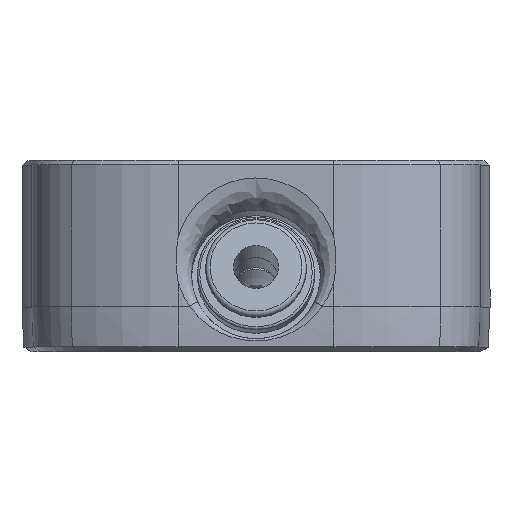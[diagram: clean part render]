
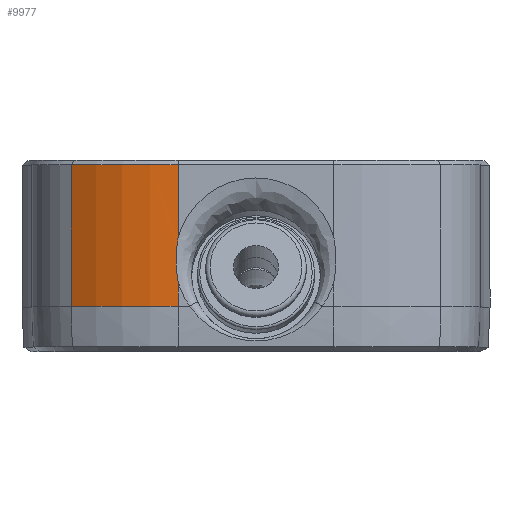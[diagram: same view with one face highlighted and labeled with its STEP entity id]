
A CAD part, top view. The second image highlights one B-rep face of the part: STEP entity #9977.
In plain terms, the highlighted cylindrical face has radius 17 mm (diameter 34 mm), a partial arc.
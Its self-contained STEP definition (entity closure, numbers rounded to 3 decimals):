
#813=CIRCLE('',#10885,17.);
#831=CIRCLE('',#10925,17.);
#1651=FACE_OUTER_BOUND('',#2279,.T.);
#2279=EDGE_LOOP('',(#8770,#8771,#8772,#8773,#8774,#8775));
#2547=LINE('',#16052,#3169);
#2550=LINE('',#16058,#3172);
#2962=LINE('',#24827,#3584);
#3169=VECTOR('',#11868,1000.);
#3172=VECTOR('',#11873,1000.);
#3584=VECTOR('',#13653,1000.);
#3724=B_SPLINE_CURVE_WITH_KNOTS('',3,(#15734,#15735,#15736,#15737,#15738,
#15739,#15740,#15741,#15742,#15743,#15744,#15745,#15746,#15747,#15748,#15749,
#15750,#15751,#15752,#15753,#15754,#15755,#15756,#15757,#15758,#15759,#15760,
#15761,#15762,#15763,#15764,#15765,#15766,#15767,#15768,#15769,#15770,#15771,
#15772,#15773,#15774,#15775,#15776),.UNSPECIFIED.,.F.,.F.,(4,3,3,3,3,3,
3,3,3,3,3,3,3,3,4),(-0.007,0.,0.052,
0.104,0.12,0.169,0.183,0.191,
0.24,0.253,0.3,0.326,0.371,
0.379,0.386),.UNSPECIFIED.);
#4174=VERTEX_POINT('',#15732);
#4175=VERTEX_POINT('',#15733);
#4183=VERTEX_POINT('',#16042);
#4188=VERTEX_POINT('',#16056);
#4599=VERTEX_POINT('',#21929);
#4625=VERTEX_POINT('',#22028);
#5168=EDGE_CURVE('',#4174,#4175,#3724,.T.);
#5184=EDGE_CURVE('',#4183,#4175,#2547,.T.);
#5187=EDGE_CURVE('',#4174,#4188,#2550,.T.);
#5896=EDGE_CURVE('',#4599,#4183,#813,.T.);
#5940=EDGE_CURVE('',#4188,#4625,#831,.T.);
#6136=EDGE_CURVE('',#4599,#4625,#2962,.T.);
#8770=ORIENTED_EDGE('',*,*,#5168,.F.);
#8771=ORIENTED_EDGE('',*,*,#5187,.T.);
#8772=ORIENTED_EDGE('',*,*,#5940,.T.);
#8773=ORIENTED_EDGE('',*,*,#6136,.F.);
#8774=ORIENTED_EDGE('',*,*,#5896,.T.);
#8775=ORIENTED_EDGE('',*,*,#5184,.T.);
#9462=CYLINDRICAL_SURFACE('',#11054,17.);
#9977=ADVANCED_FACE('',(#1651),#9462,.T.);
#10885=AXIS2_PLACEMENT_3D('',#21931,#13238,#13239);
#10925=AXIS2_PLACEMENT_3D('',#22033,#13341,#13342);
#11054=AXIS2_PLACEMENT_3D('',#24826,#13651,#13652);
#11868=DIRECTION('',(1.,0.,0.));
#11873=DIRECTION('',(1.,0.,0.));
#13238=DIRECTION('center_axis',(1.,0.,0.));
#13239=DIRECTION('ref_axis',(0.,-1.,0.));
#13341=DIRECTION('center_axis',(-1.,0.,0.));
#13342=DIRECTION('ref_axis',(0.,0.,
1.));
#13651=DIRECTION('center_axis',(1.,0.,0.));
#13652=DIRECTION('ref_axis',(0.,1.,0.));
#13653=DIRECTION('',(1.,0.,0.));
#15732=CARTESIAN_POINT('',(6.297,6.958,74.65));
#15733=CARTESIAN_POINT('',(2.394,6.958,74.65));
#15734=CARTESIAN_POINT('Ctrl Pts',(6.297,6.957,74.65));
#15735=CARTESIAN_POINT('Ctrl Pts',(6.274,6.962,74.65));
#15736=CARTESIAN_POINT('Ctrl Pts',(6.25,6.966,74.65));
#15737=CARTESIAN_POINT('Ctrl Pts',(6.227,6.971,74.65));
#15738=CARTESIAN_POINT('Ctrl Pts',(6.056,7.005,74.65));
#15739=CARTESIAN_POINT('Ctrl Pts',(5.884,7.034,74.649));
#15740=CARTESIAN_POINT('Ctrl Pts',(5.712,7.059,74.649));
#15741=CARTESIAN_POINT('Ctrl Pts',(5.54,7.084,74.649));
#15742=CARTESIAN_POINT('Ctrl Pts',(5.369,7.104,74.649));
#15743=CARTESIAN_POINT('Ctrl Pts',(5.197,7.12,74.649));
#15744=CARTESIAN_POINT('Ctrl Pts',(5.146,7.125,74.649));
#15745=CARTESIAN_POINT('Ctrl Pts',(5.095,7.129,74.649));
#15746=CARTESIAN_POINT('Ctrl Pts',(5.043,7.133,74.649));
#15747=CARTESIAN_POINT('Ctrl Pts',(4.878,7.146,74.648));
#15748=CARTESIAN_POINT('Ctrl Pts',(4.712,7.154,74.648));
#15749=CARTESIAN_POINT('Ctrl Pts',(4.546,7.158,74.648));
#15750=CARTESIAN_POINT('Ctrl Pts',(4.501,7.159,74.648));
#15751=CARTESIAN_POINT('Ctrl Pts',(4.456,7.16,74.648));
#15752=CARTESIAN_POINT('Ctrl Pts',(4.411,7.16,74.648));
#15753=CARTESIAN_POINT('Ctrl Pts',(4.383,7.161,74.648));
#15754=CARTESIAN_POINT('Ctrl Pts',(4.356,7.161,74.648));
#15755=CARTESIAN_POINT('Ctrl Pts',(4.329,7.161,74.648));
#15756=CARTESIAN_POINT('Ctrl Pts',(4.167,7.161,74.648));
#15757=CARTESIAN_POINT('Ctrl Pts',(4.006,7.157,74.648));
#15758=CARTESIAN_POINT('Ctrl Pts',(3.844,7.148,74.648));
#15759=CARTESIAN_POINT('Ctrl Pts',(3.8,7.146,74.648));
#15760=CARTESIAN_POINT('Ctrl Pts',(3.756,7.143,74.649));
#15761=CARTESIAN_POINT('Ctrl Pts',(3.713,7.14,74.649));
#15762=CARTESIAN_POINT('Ctrl Pts',(3.555,7.13,74.649));
#15763=CARTESIAN_POINT('Ctrl Pts',(3.398,7.115,74.649));
#15764=CARTESIAN_POINT('Ctrl Pts',(3.241,7.097,74.649));
#15765=CARTESIAN_POINT('Ctrl Pts',(3.155,7.086,74.649));
#15766=CARTESIAN_POINT('Ctrl Pts',(3.07,7.075,74.649));
#15767=CARTESIAN_POINT('Ctrl Pts',(2.984,7.062,74.649));
#15768=CARTESIAN_POINT('Ctrl Pts',(2.836,7.04,74.649));
#15769=CARTESIAN_POINT('Ctrl Pts',(2.688,7.015,74.649));
#15770=CARTESIAN_POINT('Ctrl Pts',(2.541,6.985,74.65));
#15771=CARTESIAN_POINT('Ctrl Pts',(2.516,6.98,74.65));
#15772=CARTESIAN_POINT('Ctrl Pts',(2.491,6.975,74.65));
#15773=CARTESIAN_POINT('Ctrl Pts',(2.465,6.97,74.65));
#15774=CARTESIAN_POINT('Ctrl Pts',(2.441,6.965,74.65));
#15775=CARTESIAN_POINT('Ctrl Pts',(2.417,6.96,74.65));
#15776=CARTESIAN_POINT('Ctrl Pts',(2.393,6.954,74.65));
#16042=CARTESIAN_POINT('',(0.178,6.958,74.65));
#16052=CARTESIAN_POINT('',(-20.04,6.958,74.65));
#16056=CARTESIAN_POINT('',(12.85,6.958,74.65));
#16058=CARTESIAN_POINT('',(-20.04,6.958,74.65));
#21929=CARTESIAN_POINT('',(0.178,16.481,71.732));
#21931=CARTESIAN_POINT('Origin',(0.178,6.958,57.65));
#22028=CARTESIAN_POINT('',(12.85,16.481,71.732));
#22033=CARTESIAN_POINT('Origin',(12.85,6.958,57.65));
#24826=CARTESIAN_POINT('Origin',(-20.04,6.958,57.65));
#24827=CARTESIAN_POINT('',(-20.04,16.481,71.732));
